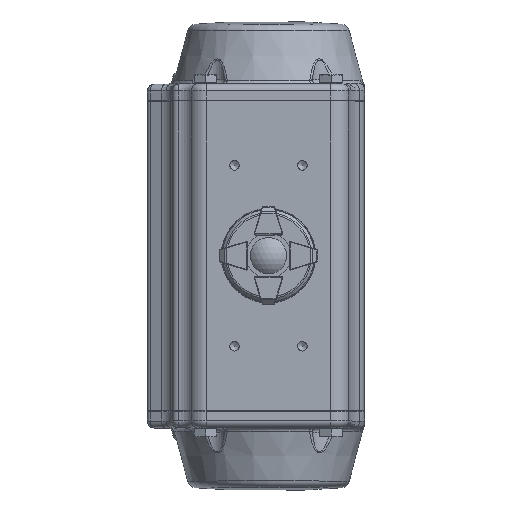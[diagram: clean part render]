
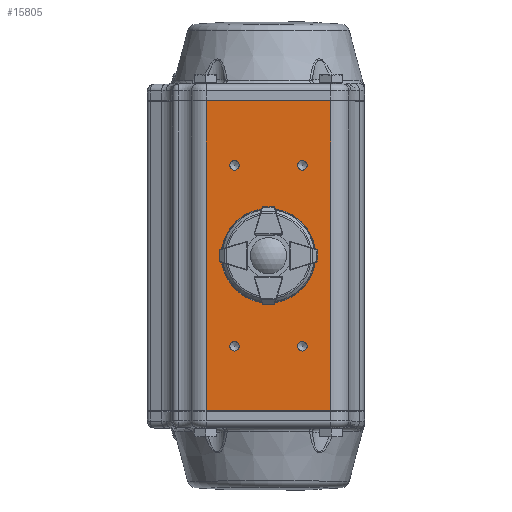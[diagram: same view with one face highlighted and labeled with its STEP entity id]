
A CAD part, top view. The second image highlights one B-rep face of the part: STEP entity #15805.
In plain terms, the highlighted face is planar.
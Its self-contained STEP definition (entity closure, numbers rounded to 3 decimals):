
#1172=CIRCLE('',#17006,2.1);
#1174=CIRCLE('',#17010,2.1);
#1176=CIRCLE('',#17014,2.1);
#1178=CIRCLE('',#17018,2.1);
#1180=CIRCLE('',#17021,15.8);
#5056=ORIENTED_EDGE('',*,*,#7420,.F.);
#5057=ORIENTED_EDGE('',*,*,#7488,.F.);
#5058=ORIENTED_EDGE('',*,*,#7456,.T.);
#5059=ORIENTED_EDGE('',*,*,#7489,.T.);
#5060=ORIENTED_EDGE('',*,*,#7082,.T.);
#5061=ORIENTED_EDGE('',*,*,#7074,.F.);
#5062=ORIENTED_EDGE('',*,*,#7076,.F.);
#5063=ORIENTED_EDGE('',*,*,#7078,.F.);
#5064=ORIENTED_EDGE('',*,*,#7080,.F.);
#7074=EDGE_CURVE('',#8739,#8739,#1172,.T.);
#7076=EDGE_CURVE('',#8742,#8742,#1174,.T.);
#7078=EDGE_CURVE('',#8745,#8745,#1176,.T.);
#7080=EDGE_CURVE('',#8748,#8748,#1178,.T.);
#7082=EDGE_CURVE('',#8750,#8750,#1180,.T.);
#7420=EDGE_CURVE('',#8959,#8960,#9952,.T.);
#7456=EDGE_CURVE('',#8996,#8995,#9967,.T.);
#7488=EDGE_CURVE('',#8996,#8959,#9982,.T.);
#7489=EDGE_CURVE('',#8995,#8960,#9983,.T.);
#8739=VERTEX_POINT('',#26778);
#8742=VERTEX_POINT('',#26785);
#8745=VERTEX_POINT('',#26792);
#8748=VERTEX_POINT('',#26799);
#8750=VERTEX_POINT('',#26804);
#8959=VERTEX_POINT('',#29413);
#8960=VERTEX_POINT('',#29415);
#8995=VERTEX_POINT('',#29486);
#8996=VERTEX_POINT('',#29488);
#9952=LINE('',#29414,#10946);
#9967=LINE('',#29487,#10961);
#9982=LINE('',#29550,#10976);
#9983=LINE('',#29552,#10977);
#10946=VECTOR('',#20902,1000.);
#10961=VECTOR('',#20961,1000.);
#10976=VECTOR('',#21018,1000.);
#10977=VECTOR('',#21021,1000.);
#12100=EDGE_LOOP('',(#5056,#5057,#5058,#5059));
#12101=EDGE_LOOP('',(#5060));
#12102=EDGE_LOOP('',(#5061));
#12103=EDGE_LOOP('',(#5062));
#12104=EDGE_LOOP('',(#5063));
#12105=EDGE_LOOP('',(#5064));
#13198=FACE_BOUND('',#12100,.T.);
#13199=FACE_BOUND('',#12101,.T.);
#13200=FACE_BOUND('',#12102,.T.);
#13201=FACE_BOUND('',#12103,.T.);
#13202=FACE_BOUND('',#12104,.T.);
#13203=FACE_BOUND('',#12105,.T.);
#13678=PLANE('',#17382);
#15805=ADVANCED_FACE('',(#13198,#13199,#13200,#13201,#13202,#13203),#13678,
 .T.);
#17006=AXIS2_PLACEMENT_3D('',#26777,#20196,#20197);
#17010=AXIS2_PLACEMENT_3D('',#26784,#20204,#20205);
#17014=AXIS2_PLACEMENT_3D('',#26791,#20212,#20213);
#17018=AXIS2_PLACEMENT_3D('',#26798,#20220,#20221);
#17021=AXIS2_PLACEMENT_3D('',#26803,#20226,#20227);
#17382=AXIS2_PLACEMENT_3D('',#29686,#21159,#21160);
#20196=DIRECTION('',(0.,1.,0.));
#20197=DIRECTION('',(0.,0.,1.));
#20204=DIRECTION('',(0.,1.,0.));
#20205=DIRECTION('',(0.,0.,1.));
#20212=DIRECTION('',(0.,1.,0.));
#20213=DIRECTION('',(0.,0.,1.));
#20220=DIRECTION('',(0.,1.,0.));
#20221=DIRECTION('',(0.,0.,1.));
#20226=DIRECTION('',(0.,-1.,0.));
#20227=DIRECTION('',(-1.,0.,0.));
#20902=DIRECTION('',(1.,0.,0.));
#20961=DIRECTION('',(1.,0.,0.));
#21018=DIRECTION('',(0.,0.,-1.));
#21021=DIRECTION('',(0.,0.,-1.));
#21159=DIRECTION('',(0.,1.,0.));
#21160=DIRECTION('',(1.,0.,0.));
#26777=CARTESIAN_POINT('',(15.,51.,40.));
#26778=CARTESIAN_POINT('',(15.,51.,42.1));
#26784=CARTESIAN_POINT('',(-15.,51.,40.));
#26785=CARTESIAN_POINT('',(-15.,51.,42.1));
#26791=CARTESIAN_POINT('',(15.,51.,-40.));
#26792=CARTESIAN_POINT('',(15.,51.,-37.9));
#26798=CARTESIAN_POINT('',(-15.,51.,-40.));
#26799=CARTESIAN_POINT('',(-15.,51.,-37.9));
#26803=CARTESIAN_POINT('',(0.,51.,0.));
#26804=CARTESIAN_POINT('',(-15.8,51.,0.));
#29413=CARTESIAN_POINT('',(-27.474,51.,-68.5));
#29414=CARTESIAN_POINT('',(-27.474,51.,-68.5));
#29415=CARTESIAN_POINT('',(27.474,51.,-68.5));
#29486=CARTESIAN_POINT('',(27.474,51.,68.5));
#29487=CARTESIAN_POINT('',(-27.474,51.,68.5));
#29488=CARTESIAN_POINT('',(-27.474,51.,68.5));
#29550=CARTESIAN_POINT('',(-27.474,51.,68.5));
#29552=CARTESIAN_POINT('',(27.474,51.,68.5));
#29686=CARTESIAN_POINT('',(-27.474,51.,68.5));
